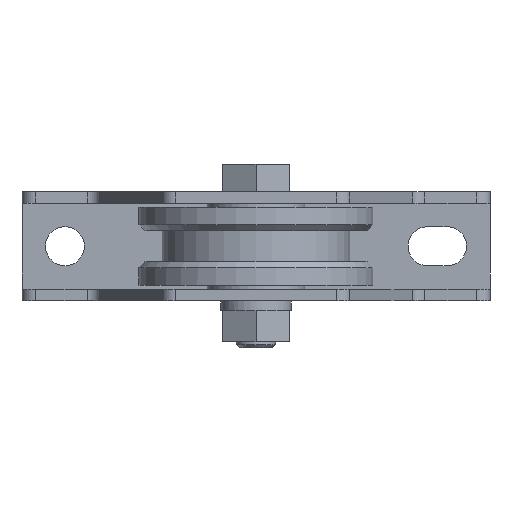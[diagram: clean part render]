
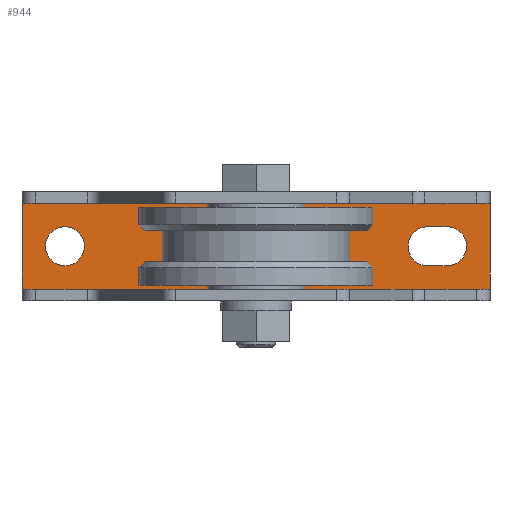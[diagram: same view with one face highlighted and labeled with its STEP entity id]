
A CAD part, front view. The second image highlights one B-rep face of the part: STEP entity #944.
In plain terms, the highlighted planar face has unit normal (0, -1, 0).
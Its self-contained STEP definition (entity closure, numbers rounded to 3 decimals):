
#450 = EDGE_CURVE ( 'NONE', #451, #454, #1674, .T. ) ;
#451 = VERTEX_POINT ( 'NONE', #1669 ) ;
#454 = VERTEX_POINT ( 'NONE', #1668 ) ;
#742 = VERTEX_POINT ( 'NONE', #2191 ) ;
#769 = VERTEX_POINT ( 'NONE', #2207 ) ;
#771 = EDGE_CURVE ( 'NONE', #772, #769, #2206, .T. ) ;
#772 = VERTEX_POINT ( 'NONE', #2202 ) ;
#857 = EDGE_CURVE ( 'NONE', #769, #742, #2370, .T. ) ;
#868 = EDGE_CURVE ( 'NONE', #772, #869, #2412, .T. ) ;
#869 = VERTEX_POINT ( 'NONE', #2408 ) ;
#880 = ORIENTED_EDGE ( 'NONE', *, *, #881, .T. ) ;
#881 = EDGE_CURVE ( 'NONE', #948, #882, #2456, .T. ) ;
#882 = VERTEX_POINT ( 'NONE', #2451 ) ;
#883 = ORIENTED_EDGE ( 'NONE', *, *, #922, .T. ) ;
#922 = EDGE_CURVE ( 'NONE', #882, #923, #2471, .T. ) ;
#923 = VERTEX_POINT ( 'NONE', #2467 ) ;
#924 = ORIENTED_EDGE ( 'NONE', *, *, #925, .T. ) ;
#925 = EDGE_CURVE ( 'NONE', #923, #947, #2466, .T. ) ;
#926 = EDGE_LOOP ( 'NONE', ( #927, #929 ) ) ;
#927 = ORIENTED_EDGE ( 'NONE', *, *, #928, .T. ) ;
#928 = EDGE_CURVE ( 'NONE', #454, #451, #2461, .T. ) ;
#929 = ORIENTED_EDGE ( 'NONE', *, *, #450, .T. ) ;
#930 = EDGE_LOOP ( 'NONE', ( #931, #932, #950, #951 ) ) ;
#931 = ORIENTED_EDGE ( 'NONE', *, *, #857, .T. ) ;
#932 = ORIENTED_EDGE ( 'NONE', *, *, #933, .F. ) ;
#933 = EDGE_CURVE ( 'NONE', #869, #742, #2520, .T. ) ;
#942 = EDGE_LOOP ( 'NONE', ( #945, #880, #883, #924 ) ) ;
#944 = ADVANCED_FACE ( 'NONE', ( #2505, #2504, #2503 ), #2502, .F. ) ;
#945 = ORIENTED_EDGE ( 'NONE', *, *, #946, .T. ) ;
#946 = EDGE_CURVE ( 'NONE', #947, #948, #2497, .T. ) ;
#947 = VERTEX_POINT ( 'NONE', #2493 ) ;
#948 = VERTEX_POINT ( 'NONE', #2492 ) ;
#950 = ORIENTED_EDGE ( 'NONE', *, *, #868, .F. ) ;
#951 = ORIENTED_EDGE ( 'NONE', *, *, #771, .T. ) ;
#1668 = CARTESIAN_POINT ( 'NONE',  ( -49., 32., 5. ) ) ;
#1669 = CARTESIAN_POINT ( 'NONE',  ( -49., 32., -5. ) ) ;
#1670 = DIRECTION ( 'NONE',  ( 0., 0., 1. ) ) ;
#1671 = DIRECTION ( 'NONE',  ( 0., 1., 0. ) ) ;
#1672 = CARTESIAN_POINT ( 'NONE',  ( -49., 32., 0. ) ) ;
#1673 = AXIS2_PLACEMENT_3D ( 'NONE', #1672, #1671, #1670 ) ;
#1674 = CIRCLE ( 'NONE', #1673, 5. ) ;
#2191 = CARTESIAN_POINT ( 'NONE',  ( -60., 32., -11. ) ) ;
#2202 = CARTESIAN_POINT ( 'NONE',  ( 60., 32., 11. ) ) ;
#2203 = DIRECTION ( 'NONE',  ( -1., 0., 0. ) ) ;
#2204 = VECTOR ( 'NONE', #2203, 1000. ) ;
#2205 = CARTESIAN_POINT ( 'NONE',  ( 60., 32., 11. ) ) ;
#2206 = LINE ( 'NONE', #2205, #2204 ) ;
#2207 = CARTESIAN_POINT ( 'NONE',  ( -60., 32., 11. ) ) ;
#2367 = DIRECTION ( 'NONE',  ( 0., 0., -1. ) ) ;
#2368 = VECTOR ( 'NONE', #2367, 1000. ) ;
#2369 = CARTESIAN_POINT ( 'NONE',  ( -60., 32., 11. ) ) ;
#2370 = LINE ( 'NONE', #2369, #2368 ) ;
#2408 = CARTESIAN_POINT ( 'NONE',  ( 60., 32., -11. ) ) ;
#2409 = DIRECTION ( 'NONE',  ( 0., 0., -1. ) ) ;
#2410 = VECTOR ( 'NONE', #2409, 1000. ) ;
#2411 = CARTESIAN_POINT ( 'NONE',  ( 60., 32., 11. ) ) ;
#2412 = LINE ( 'NONE', #2411, #2410 ) ;
#2451 = CARTESIAN_POINT ( 'NONE',  ( 44., 32., 5. ) ) ;
#2452 = DIRECTION ( 'NONE',  ( 0., 0., 1. ) ) ;
#2453 = DIRECTION ( 'NONE',  ( 0., 1., 0. ) ) ;
#2454 = CARTESIAN_POINT ( 'NONE',  ( 44., 32., 0. ) ) ;
#2455 = AXIS2_PLACEMENT_3D ( 'NONE', #2454, #2453, #2452 ) ;
#2456 = CIRCLE ( 'NONE', #2455, 5. ) ;
#2457 = DIRECTION ( 'NONE',  ( 0., 0., 1. ) ) ;
#2458 = DIRECTION ( 'NONE',  ( 0., 1., 0. ) ) ;
#2459 = CARTESIAN_POINT ( 'NONE',  ( -49., 32., 0. ) ) ;
#2460 = AXIS2_PLACEMENT_3D ( 'NONE', #2459, #2458, #2457 ) ;
#2461 = CIRCLE ( 'NONE', #2460, 5. ) ;
#2462 = DIRECTION ( 'NONE',  ( 0., 0., 1. ) ) ;
#2463 = DIRECTION ( 'NONE',  ( 0., 1., 0. ) ) ;
#2464 = CARTESIAN_POINT ( 'NONE',  ( 49., 32., 0. ) ) ;
#2465 = AXIS2_PLACEMENT_3D ( 'NONE', #2464, #2463, #2462 ) ;
#2466 = CIRCLE ( 'NONE', #2465, 5. ) ;
#2467 = CARTESIAN_POINT ( 'NONE',  ( 49., 32., 5. ) ) ;
#2468 = DIRECTION ( 'NONE',  ( 1., 0., 0. ) ) ;
#2469 = VECTOR ( 'NONE', #2468, 1000. ) ;
#2470 = CARTESIAN_POINT ( 'NONE',  ( 44., 32., 5. ) ) ;
#2471 = LINE ( 'NONE', #2470, #2469 ) ;
#2492 = CARTESIAN_POINT ( 'NONE',  ( 44., 32., -5. ) ) ;
#2493 = CARTESIAN_POINT ( 'NONE',  ( 49., 32., -5. ) ) ;
#2494 = DIRECTION ( 'NONE',  ( -1., 0., 0. ) ) ;
#2495 = VECTOR ( 'NONE', #2494, 1000. ) ;
#2496 = CARTESIAN_POINT ( 'NONE',  ( 44., 32., -5. ) ) ;
#2497 = LINE ( 'NONE', #2496, #2495 ) ;
#2498 = DIRECTION ( 'NONE',  ( 0., 0., 1. ) ) ;
#2499 = DIRECTION ( 'NONE',  ( 0., 1., 0. ) ) ;
#2500 = CARTESIAN_POINT ( 'NONE',  ( 60., 32., 11. ) ) ;
#2501 = AXIS2_PLACEMENT_3D ( 'NONE', #2500, #2499, #2498 ) ;
#2502 = PLANE ( 'NONE',  #2501 ) ;
#2503 = FACE_OUTER_BOUND ( 'NONE', #930, .T. ) ;
#2504 = FACE_BOUND ( 'NONE', #926, .T. ) ;
#2505 = FACE_BOUND ( 'NONE', #942, .T. ) ;
#2517 = DIRECTION ( 'NONE',  ( -1., 0., 0. ) ) ;
#2518 = VECTOR ( 'NONE', #2517, 1000. ) ;
#2519 = CARTESIAN_POINT ( 'NONE',  ( 60., 32., -11. ) ) ;
#2520 = LINE ( 'NONE', #2519, #2518 ) ;
